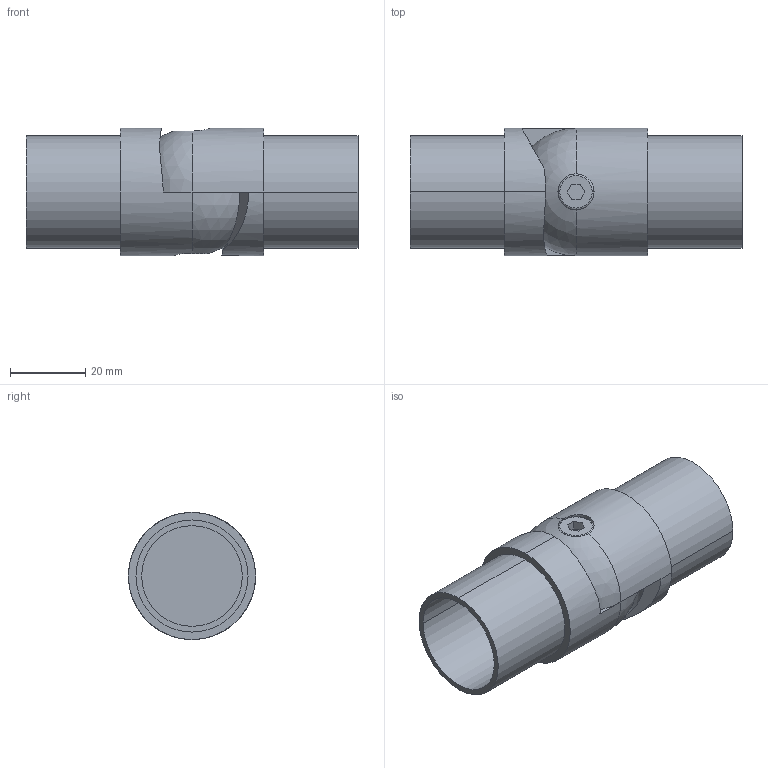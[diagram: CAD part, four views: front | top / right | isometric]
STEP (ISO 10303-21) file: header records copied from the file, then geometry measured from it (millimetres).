
FILE_DESCRIPTION (( 'STEP AP203' ), '1' );
FILE_NAME ('3D_GR1182_33.7x2_188851302.STEP', '2024-11-12T15:04:22', ( '' ), ( '' ), 'SwSTEP 2.0', 'SolidWorks 2023', '' );
FILE_SCHEMA (( 'CONFIG_CONTROL_DESIGN' ));
Length unit declared in the file: millimetre
Products named in the file (1): 3D_GR1182_33.7x2_188851302
Bounding box: 88 x 33.7 x 33.7 mm (x, y, z)
Volume: 39413.7 mm3; surface area: 16655.9 mm2
Topology: 1 solids, 1 shells, 51 faces, 116 edges, 73 vertices
Faces by surface type: plane 26, cylinder 17, torus 4, sphere 2, bspline 2
Entity records: 1684 total; most frequent: CARTESIAN_POINT 454, DIRECTION 247, ORIENTED_EDGE 232, EDGE_CURVE 116, AXIS2_PLACEMENT_3D 94, VERTEX_POINT 73, VECTOR 59, LINE 59
